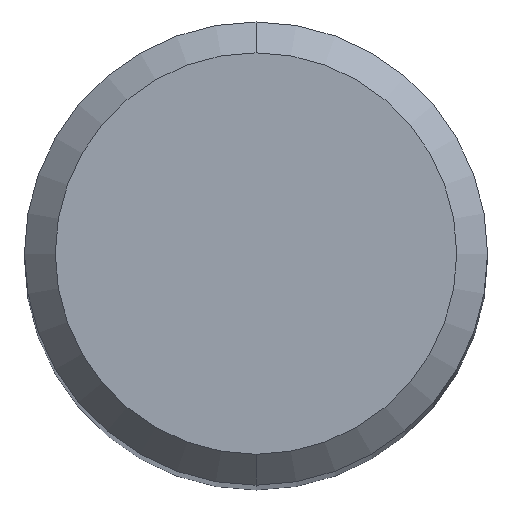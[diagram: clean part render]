
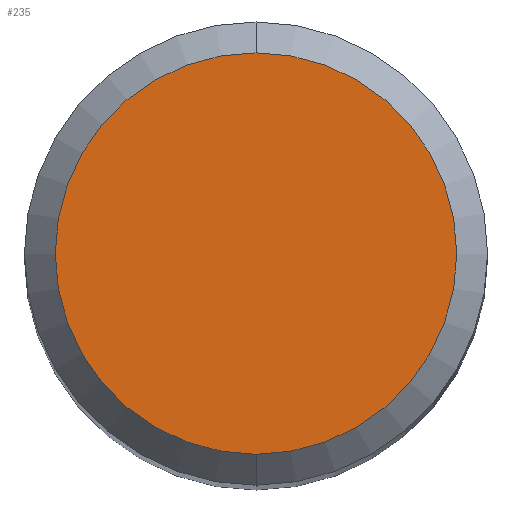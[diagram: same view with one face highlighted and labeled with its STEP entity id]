
A CAD part, top view. The second image highlights one B-rep face of the part: STEP entity #235.
In plain terms, the highlighted planar face has unit normal (0, 0, 1).
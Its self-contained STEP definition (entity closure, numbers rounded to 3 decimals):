
#235=ADVANCED_FACE('',(#532),#533,.T.);
#269=VERTEX_POINT('',#569);
#279=EDGE_CURVE('',#281,#269,#580,.T.);
#281=VERTEX_POINT('',#582);
#359=EDGE_CURVE('',#269,#281,#666,.T.);
#532=FACE_OUTER_BOUND('',#932,.T.);
#533=PLANE('',#933);
#569=CARTESIAN_POINT('',(0.,-2.6,0.0));
#580=CIRCLE('',#1021,2.6);
#582=CARTESIAN_POINT('',(0.0,2.6,0.0));
#666=CIRCLE('',#1168,2.6);
#932=EDGE_LOOP('',(#1461,#1462));
#933=AXIS2_PLACEMENT_3D('',#1463,#1464,#1465);
#1021=AXIS2_PLACEMENT_3D('',#1507,#1508,#1509);
#1168=AXIS2_PLACEMENT_3D('',#1593,#1594,#1595);
#1461=ORIENTED_EDGE('',*,*,#279,.F.);
#1462=ORIENTED_EDGE('',*,*,#359,.F.);
#1463=CARTESIAN_POINT('',(0.0,1.3,0.0));
#1464=DIRECTION('',(-0.0,0.0,1.0));
#1465=DIRECTION('',(0.0,-1.0,0.0));
#1507=CARTESIAN_POINT('',(0.0,0.0,0.0));
#1508=DIRECTION('',(0.0,0.0,-1.0));
#1509=DIRECTION('',(0.0,1.0,0.0));
#1593=CARTESIAN_POINT('',(0.0,0.0,0.0));
#1594=DIRECTION('',(0.0,0.0,-1.0));
#1595=DIRECTION('',(0.0,1.0,0.0));
